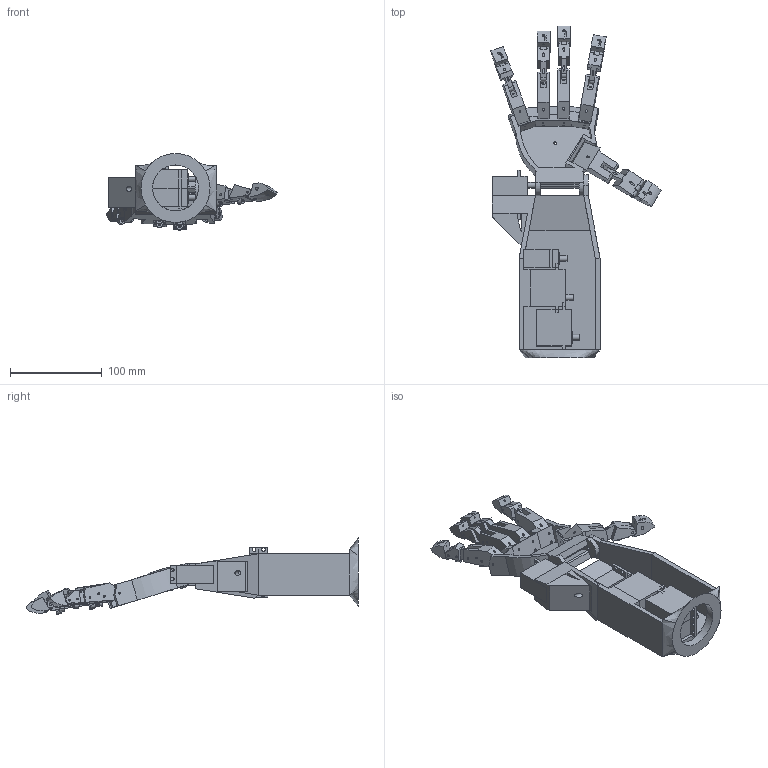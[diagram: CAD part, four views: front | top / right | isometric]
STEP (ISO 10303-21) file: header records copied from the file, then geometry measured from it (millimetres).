
FILE_DESCRIPTION(/* description */ (''),/* implementation_level */ '2;1');
FILE_NAME(/* name */ 'FinalForearm.stp',/* time_stamp */ '2025-10-24T00:58:22-05:00',/* author */ ('aul12'),/* organization */ (''),/* preprocessor_version */ 'ST-DEVELOPER v19.2',/* originating_system */ 'Autodesk Inventor 2024',/* authorisation */ '');
FILE_SCHEMA (('AUTOMOTIVE_DESIGN { 1 0 10303 214 3 1 1 }'));
Length unit declared in the file: millimetre
Products named in the file (17): FinalForearm; newWrist; FinalHand; PointerFingerBase; PointerFingerMiddle; Palm; PointerFingerBase_1; MiddleFingerMiddle; PointerFingerBase_2; MiddleFingerMiddle_1; PointerFingerBase_3; MiddleFingerMiddle_2; PointerFingerTop; PointerFingerBase_4; MiddleFingerMiddle_3; PointerFingerTop_1; 25KGServo
Assembly tree (24 placements, depth 3):
  FinalForearm
    newWrist
    FinalHand
      PointerFingerBase
      PointerFingerMiddle
      PointerFingerTop  x4
      Palm
      PointerFingerBase_1
      MiddleFingerMiddle
      PointerFingerBase_2
      MiddleFingerMiddle_1
      PointerFingerBase_3
      MiddleFingerMiddle_2
      PointerFingerBase_4
      MiddleFingerMiddle_3
      PointerFingerTop_1
    25KGServo  x6
Bounding box: 185.18 x 361.02 x 83.52 mm (x, y, z)
Volume: 528257.2 mm3; surface area: 186711.7 mm2
Topology: 28 solids, 28 shells, 900 faces, 2471 edges, 1626 vertices
Faces by surface type: plane 617, cylinder 273, bspline 6, cone 4
Full cylindrical faces by diameter (mm): 1.652 x10, 1.75 x1, 2 x14, 2.125 x51, 2.75 x20, 3 x1, 3.125 x3, 3.25 x6, 4 x24, 5 x1, 6 x6, 13 x6, 50 x1
Entity records: 22373 total; most frequent: CARTESIAN_POINT 4396, ORIENTED_EDGE 3610, DIRECTION 3527, EDGE_CURVE 1805, LINE 1367, VECTOR 1367, VERTEX_POINT 1182, AXIS2_PLACEMENT_3D 1080
